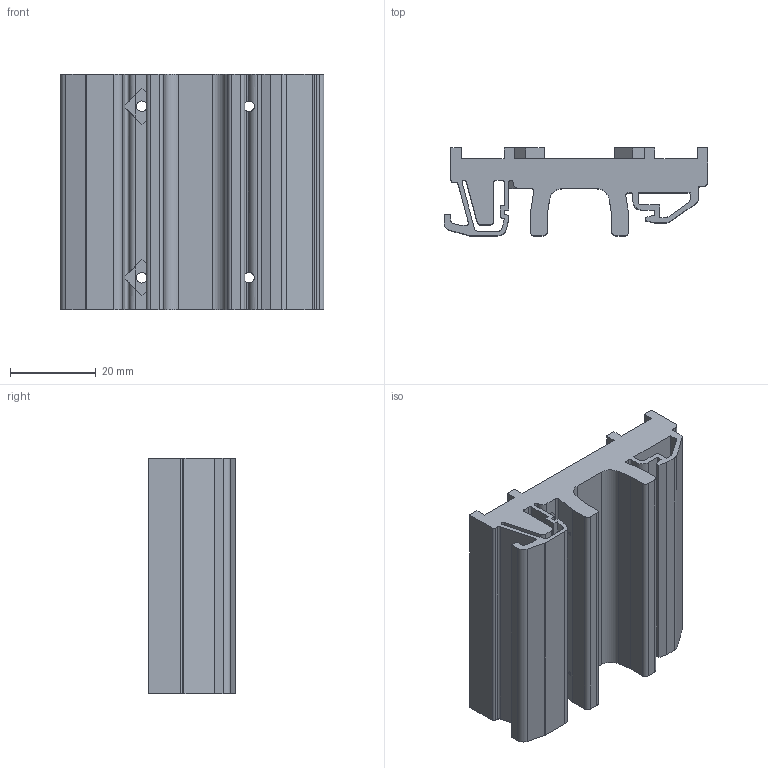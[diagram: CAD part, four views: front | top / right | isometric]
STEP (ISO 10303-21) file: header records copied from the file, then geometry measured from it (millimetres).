
FILE_DESCRIPTION(('FreeCAD Model'),'2;1');
FILE_NAME('Open CASCADE Shape Model','2023-11-22T20:35:02',(''),(''), 'Open CASCADE STEP processor 7.6','FreeCAD','Unknown');
FILE_SCHEMA(('AUTOMOTIVE_DESIGN { 1 0 10303 214 1 1 1 1 }'));
Length unit declared in the file: millimetre
Products named in the file (1): DIN-rail-clip-adjustable
Bounding box: 61.6 x 20.5 x 55 mm (x, y, z)
Volume: 36118.4 mm3; surface area: 20156.7 mm2
Topology: 1 solids, 1 shells, 170 faces, 494 edges, 324 vertices
Faces by surface type: plane 121, cylinder 49
Full cylindrical faces by diameter (mm): 2.5 x4
Entity records: 5919 total; most frequent: CARTESIAN_POINT 1313, ORIENTED_EDGE 988, DIRECTION 922, EDGE_CURVE 494, LINE 380, VECTOR 380, VERTEX_POINT 324, AXIS2_PLACEMENT_3D 271
